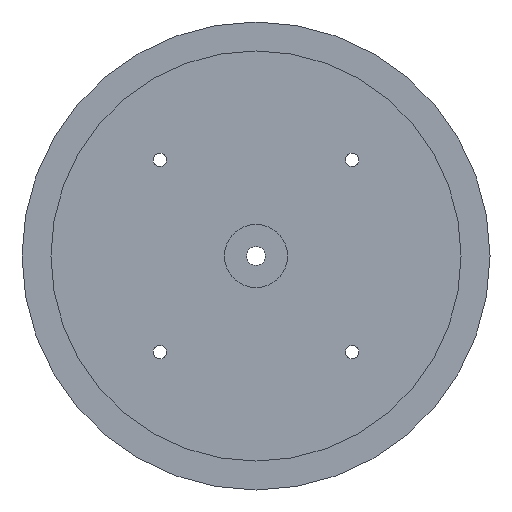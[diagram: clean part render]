
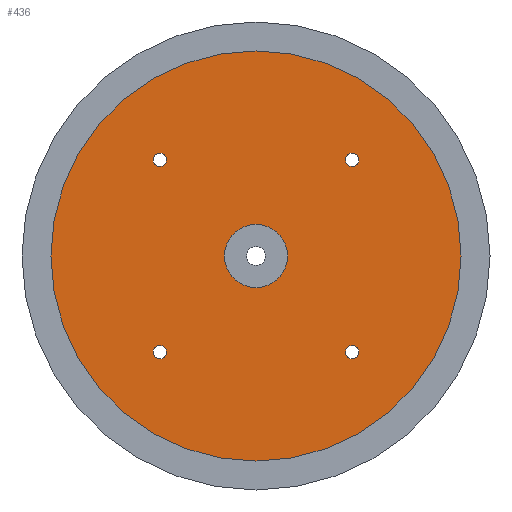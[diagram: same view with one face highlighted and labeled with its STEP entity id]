
A CAD part, left-side view. The second image highlights one B-rep face of the part: STEP entity #436.
In plain terms, the highlighted planar face has unit normal (-1, 0, 0).
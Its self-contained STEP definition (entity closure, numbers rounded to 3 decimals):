
#9 = EDGE_CURVE ( 'NONE', #222, #222, #257, .T. ) ;
#11 = AXIS2_PLACEMENT_3D ( 'NONE', #207, #195, #67 ) ;
#18 = CARTESIAN_POINT ( 'NONE',  ( 11., -35.75, -35.75 ) ) ;
#27 = DIRECTION ( 'NONE',  ( 0., 0., 1. ) ) ;
#29 = DIRECTION ( 'NONE',  ( 1., 0., 0. ) ) ;
#35 = CARTESIAN_POINT ( 'NONE',  ( 11., -35.75, 35.75 ) ) ;
#44 = FACE_BOUND ( 'NONE', #251, .T. ) ;
#47 = CARTESIAN_POINT ( 'NONE',  ( 11., 35.75, -33.291 ) ) ;
#67 = DIRECTION ( 'NONE',  ( 0., 0., 1. ) ) ;
#71 = EDGE_CURVE ( 'NONE', #348, #348, #294, .T. ) ;
#76 = CIRCLE ( 'NONE', #87, 2.459 ) ;
#79 = FACE_OUTER_BOUND ( 'NONE', #127, .T. ) ;
#87 = AXIS2_PLACEMENT_3D ( 'NONE', #543, #390, #220 ) ;
#101 = CARTESIAN_POINT ( 'NONE',  ( 11., -35.75, -33.291 ) ) ;
#102 = EDGE_CURVE ( 'NONE', #303, #303, #270, .T. ) ;
#124 = CARTESIAN_POINT ( 'NONE',  ( 11., 0., 0. ) ) ;
#127 = EDGE_LOOP ( 'NONE', ( #253 ) ) ;
#132 = FACE_BOUND ( 'NONE', #503, .T. ) ;
#134 = AXIS2_PLACEMENT_3D ( 'NONE', #124, #29, #155 ) ;
#138 = ORIENTED_EDGE ( 'NONE', *, *, #203, .T. ) ;
#142 = CARTESIAN_POINT ( 'NONE',  ( 11., 0., 76.25 ) ) ;
#155 = DIRECTION ( 'NONE',  ( 0., 0., 1. ) ) ;
#159 = DIRECTION ( 'NONE',  ( 0., 0., 1. ) ) ;
#162 = FACE_BOUND ( 'NONE', #170, .T. ) ;
#170 = EDGE_LOOP ( 'NONE', ( #486 ) ) ;
#172 = CARTESIAN_POINT ( 'NONE',  ( 11., 0., 11.75 ) ) ;
#195 = DIRECTION ( 'NONE',  ( 1., 0., 0. ) ) ;
#203 = EDGE_CURVE ( 'NONE', #301, #301, #76, .T. ) ;
#207 = CARTESIAN_POINT ( 'NONE',  ( 11., 0., 0. ) ) ;
#219 = EDGE_LOOP ( 'NONE', ( #495 ) ) ;
#220 = DIRECTION ( 'NONE',  ( 0., 0., 1. ) ) ;
#222 = VERTEX_POINT ( 'NONE', #172 ) ;
#224 = DIRECTION ( 'NONE',  ( 1., 0., 0. ) ) ;
#241 = PLANE ( 'NONE',  #311 ) ;
#243 = DIRECTION ( 'NONE',  ( 1., 0., 0. ) ) ;
#247 = FACE_BOUND ( 'NONE', #219, .T. ) ;
#251 = EDGE_LOOP ( 'NONE', ( #138 ) ) ;
#253 = ORIENTED_EDGE ( 'NONE', *, *, #102, .F. ) ;
#257 = CIRCLE ( 'NONE', #11, 11.75 ) ;
#258 = AXIS2_PLACEMENT_3D ( 'NONE', #18, #224, #27 ) ;
#270 = CIRCLE ( 'NONE', #134, 76.25 ) ;
#278 = FACE_BOUND ( 'NONE', #463, .T. ) ;
#294 = CIRCLE ( 'NONE', #438, 2.459 ) ;
#301 = VERTEX_POINT ( 'NONE', #381 ) ;
#303 = VERTEX_POINT ( 'NONE', #142 ) ;
#305 = AXIS2_PLACEMENT_3D ( 'NONE', #405, #243, #530 ) ;
#311 = AXIS2_PLACEMENT_3D ( 'NONE', #319, #371, #159 ) ;
#319 = CARTESIAN_POINT ( 'NONE',  ( 11., 76.25, 0. ) ) ;
#348 = VERTEX_POINT ( 'NONE', #513 ) ;
#370 = CIRCLE ( 'NONE', #305, 2.459 ) ;
#371 = DIRECTION ( 'NONE',  ( -1., 0., 0. ) ) ;
#377 = EDGE_CURVE ( 'NONE', #462, #462, #431, .T. ) ;
#381 = CARTESIAN_POINT ( 'NONE',  ( 11., 35.75, 38.209 ) ) ;
#383 = ORIENTED_EDGE ( 'NONE', *, *, #71, .T. ) ;
#390 = DIRECTION ( 'NONE',  ( 1., 0., 0. ) ) ;
#405 = CARTESIAN_POINT ( 'NONE',  ( 11., 35.75, -35.75 ) ) ;
#421 = VERTEX_POINT ( 'NONE', #47 ) ;
#431 = CIRCLE ( 'NONE', #258, 2.459 ) ;
#436 = ADVANCED_FACE ( 'NONE', ( #44, #162, #132, #278, #247, #79 ), #241, .T. ) ;
#438 = AXIS2_PLACEMENT_3D ( 'NONE', #35, #526, #533 ) ;
#458 = EDGE_CURVE ( 'NONE', #421, #421, #370, .T. ) ;
#462 = VERTEX_POINT ( 'NONE', #101 ) ;
#463 = EDGE_LOOP ( 'NONE', ( #383 ) ) ;
#483 = ORIENTED_EDGE ( 'NONE', *, *, #458, .T. ) ;
#486 = ORIENTED_EDGE ( 'NONE', *, *, #377, .T. ) ;
#495 = ORIENTED_EDGE ( 'NONE', *, *, #9, .T. ) ;
#503 = EDGE_LOOP ( 'NONE', ( #483 ) ) ;
#513 = CARTESIAN_POINT ( 'NONE',  ( 11., -35.75, 38.209 ) ) ;
#526 = DIRECTION ( 'NONE',  ( 1., 0., 0. ) ) ;
#530 = DIRECTION ( 'NONE',  ( 0., 0., 1. ) ) ;
#533 = DIRECTION ( 'NONE',  ( 0., 0., 1. ) ) ;
#543 = CARTESIAN_POINT ( 'NONE',  ( 11., 35.75, 35.75 ) ) ;
